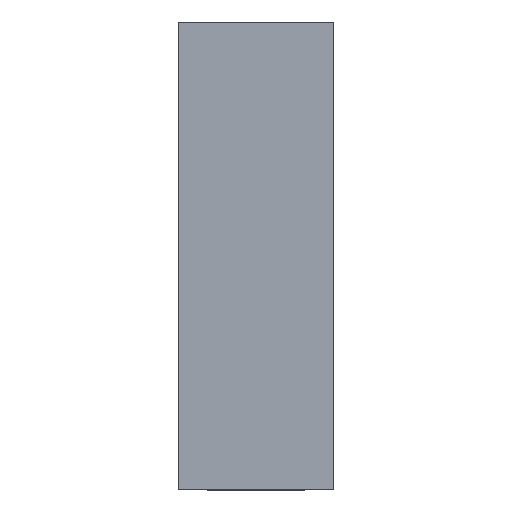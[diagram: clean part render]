
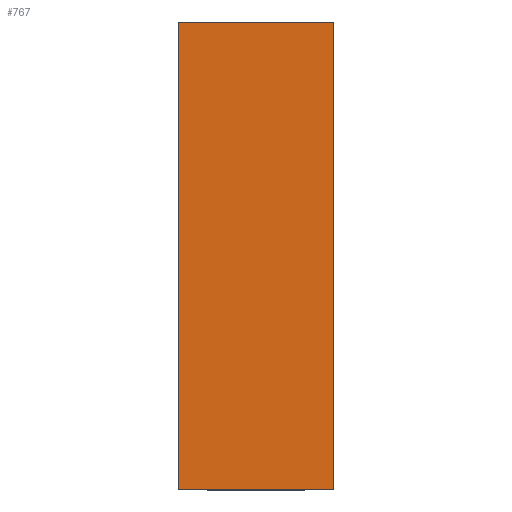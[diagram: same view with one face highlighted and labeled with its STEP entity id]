
A CAD part, top view. The second image highlights one B-rep face of the part: STEP entity #767.
In plain terms, the highlighted planar face has unit normal (0, 0, 1).
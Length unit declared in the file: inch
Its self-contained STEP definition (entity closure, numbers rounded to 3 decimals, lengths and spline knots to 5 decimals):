
#396=CARTESIAN_POINT('',(10.27259,5.67428,0.5));
#397=VERTEX_POINT('',#396);
#414=CARTESIAN_POINT('',(10.27259,-0.32572,0.5));
#415=VERTEX_POINT('',#414);
#422=CARTESIAN_POINT('',(10.27259,2.67428,0.5));
#423=DIRECTION('',(0.,1.,0.));
#424=VECTOR('',#423,1.);
#425=LINE('',#422,#424);
#426=EDGE_CURVE('',#415,#397,#425,.T.);
#715=CARTESIAN_POINT('',(12.27259,5.67428,0.5));
#716=VERTEX_POINT('',#715);
#723=CARTESIAN_POINT('',(12.27259,-0.32572,0.5));
#724=VERTEX_POINT('',#723);
#725=CARTESIAN_POINT('',(12.27259,2.67428,0.5));
#726=DIRECTION('',(0.,-1.,0.));
#727=VECTOR('',#726,1.);
#728=LINE('',#725,#727);
#729=EDGE_CURVE('',#716,#724,#728,.T.);
#746=CARTESIAN_POINT('',(12.27259,5.67428,0.5));
#747=DIRECTION('',(-1.,0.,0.));
#748=VECTOR('',#747,1.);
#749=LINE('',#746,#748);
#750=EDGE_CURVE('',#716,#397,#749,.T.);
#751=ORIENTED_EDGE('',*,*,#750,.T.);
#752=ORIENTED_EDGE('',*,*,#426,.F.);
#753=CARTESIAN_POINT('',(12.27259,-0.32572,0.5));
#754=DIRECTION('',(1.,0.,0.));
#755=VECTOR('',#754,1.);
#756=LINE('',#753,#755);
#757=EDGE_CURVE('',#415,#724,#756,.T.);
#758=ORIENTED_EDGE('',*,*,#757,.T.);
#759=ORIENTED_EDGE('',*,*,#729,.F.);
#760=EDGE_LOOP('',(#751,#752,#758,#759));
#761=FACE_OUTER_BOUND('',#760,.T.);
#762=CARTESIAN_POINT('',(11.27259,2.67428,0.5));
#763=DIRECTION('',(0.,0.,1.));
#764=DIRECTION('',(1.,0.,0.));
#765=AXIS2_PLACEMENT_3D('',#762,#763,#764);
#766=PLANE('',#765);
#767=ADVANCED_FACE('',(#761),#766,.T.);
